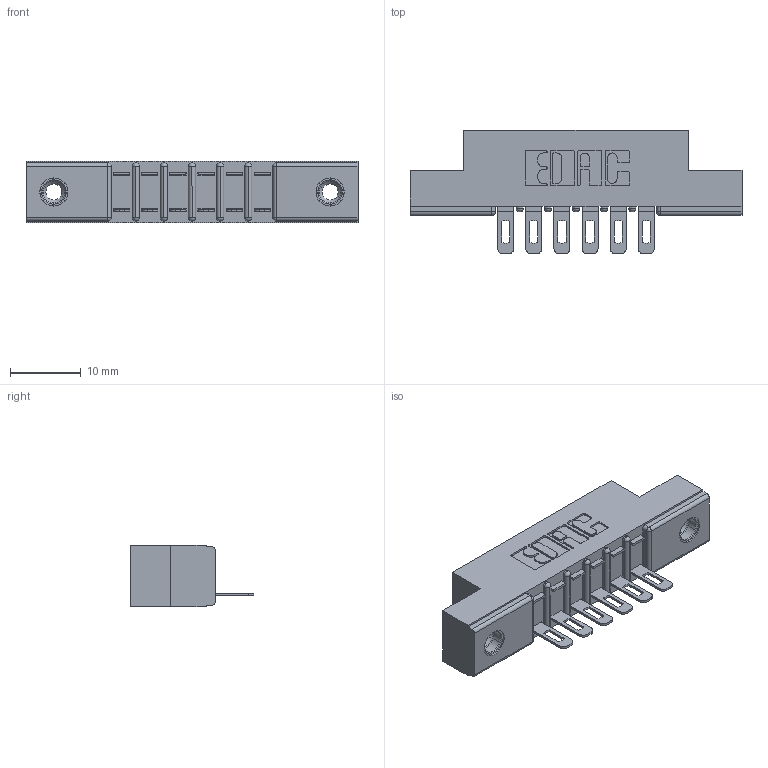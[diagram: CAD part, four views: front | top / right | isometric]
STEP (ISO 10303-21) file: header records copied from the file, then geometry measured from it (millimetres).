
FILE_DESCRIPTION (( 'STEP AP203' ), '1' );
FILE_NAME ('357-006-501-108.STEP', '2019-09-16T16:55:45', ( '' ), ( '' ), 'SwSTEP 2.0', 'SolidWorks 2016', '' );
FILE_SCHEMA (( 'CONFIG_CONTROL_DESIGN' ));
Length unit declared in the file: inch
Products named in the file (4): 357-006-501-108; 307 Part_.156 Dia Mounting Holes; 307-290-002_501; 345-250-001_345-250-003-102
Assembly tree (9 placements, depth 2):
  357-006-501-108
    307 Part_.156 Dia Mounting Holes
    307-290-002_501  x6
    345-250-001_345-250-003-102  x2
Bounding box: 46.79 x 17.42 x 8.71 mm (x, y, z)
Volume: 3079.1 mm3; surface area: 4769.8 mm2
Topology: 9 solids, 9 shells, 641 faces, 1887 edges, 1230 vertices
Faces by surface type: plane 366, cylinder 245, sphere 14, cone 12, torus 4
Entity records: 11561 total; most frequent: CARTESIAN_POINT 1923, ORIENTED_EDGE 1906, DIRECTION 1899, EDGE_CURVE 953, LINE 707, VECTOR 707, VERTEX_POINT 620, AXIS2_PLACEMENT_3D 596
